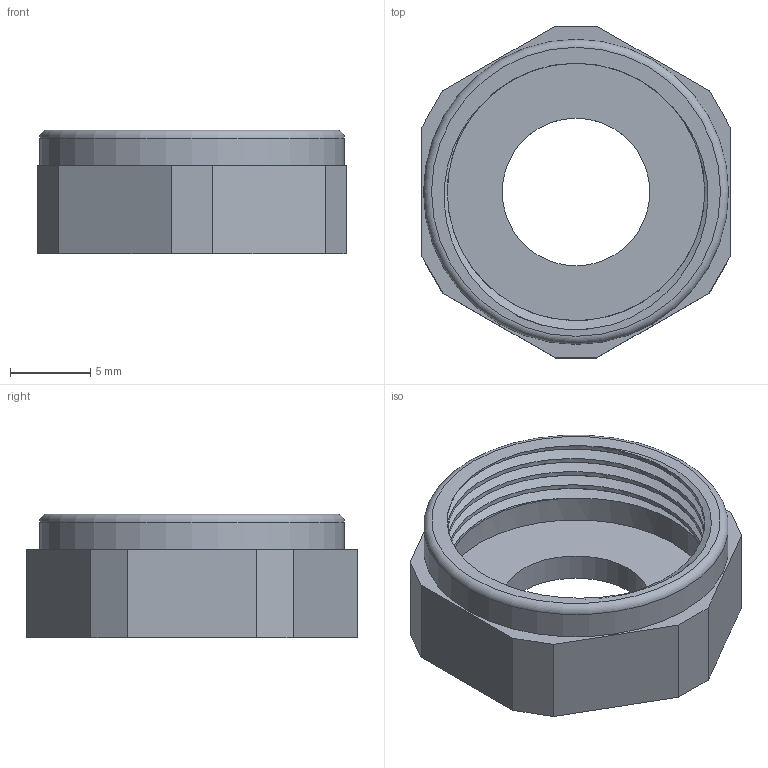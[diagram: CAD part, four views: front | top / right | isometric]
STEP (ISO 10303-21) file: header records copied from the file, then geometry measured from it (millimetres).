
FILE_DESCRIPTION(/* description */ (''),/* implementation_level */ '2;1');
FILE_NAME(/* name */ 'Ecrou Bohn v0.step',/* time_stamp */ '2024-08-01T11:01:31+02:00',/* author */ (''),/* organization */ (''),/* preprocessor_version */ 'ST-DEVELOPER v20',/* originating_system */ 'Autodesk Translation Framework v13.14.0.145',/* authorisation */ '');
FILE_SCHEMA (('AUTOMOTIVE_DESIGN { 1 0 10303 214 3 1 1 }'));
Length unit declared in the file: millimetre
Products named in the file (1): Ecrou Bohn
Bounding box: 19.2 x 20.67 x 7.7 mm (x, y, z)
Volume: 922.8 mm3; surface area: 1490.2 mm2
Topology: 1 solids, 1 shells, 34 faces, 88 edges, 58 vertices
Faces by surface type: plane 18, cylinder 13, bspline 2, torus 1
Full cylindrical faces by diameter (mm): 9.2 x1, 16.035 x3, 17 x1, 17.152 x3, 19 x1
Entity records: 2437 total; most frequent: CARTESIAN_POINT 1608, ORIENTED_EDGE 176, DIRECTION 143, EDGE_CURVE 88, VERTEX_POINT 58, AXIS2_PLACEMENT_3D 48, LINE 47, VECTOR 47
